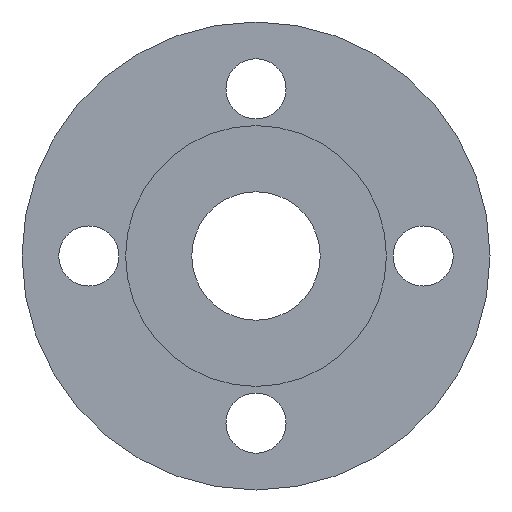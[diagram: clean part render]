
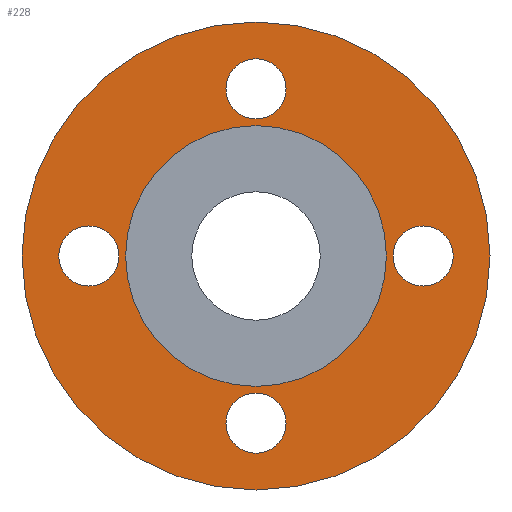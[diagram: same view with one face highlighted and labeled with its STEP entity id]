
A CAD part, front view. The second image highlights one B-rep face of the part: STEP entity #228.
In plain terms, the highlighted planar face has unit normal (0, -1, 0).
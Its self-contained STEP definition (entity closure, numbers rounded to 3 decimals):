
#11 = DIRECTION ( 'NONE',  ( 0., 0., -1. ) ) ;
#13 = EDGE_CURVE ( 'NONE', #28, #555, #590, .T. ) ;
#16 = FACE_BOUND ( 'NONE', #127, .T. ) ;
#17 = VERTEX_POINT ( 'NONE', #21 ) ;
#20 = CARTESIAN_POINT ( 'NONE',  ( 50., 2., 0. ) ) ;
#21 = CARTESIAN_POINT ( 'NONE',  ( 0., 2., 70. ) ) ;
#28 = VERTEX_POINT ( 'NONE', #814 ) ;
#32 = DIRECTION ( 'NONE',  ( 0., 0., -1. ) ) ;
#36 = DIRECTION ( 'NONE',  ( 0., 0., 1. ) ) ;
#37 = EDGE_LOOP ( 'NONE', ( #275, #240 ) ) ;
#40 = CARTESIAN_POINT ( 'NONE',  ( 41., 2., 0. ) ) ;
#41 = AXIS2_PLACEMENT_3D ( 'NONE', #800, #212, #733 ) ;
#43 = ORIENTED_EDGE ( 'NONE', *, *, #730, .F. ) ;
#57 = AXIS2_PLACEMENT_3D ( 'NONE', #225, #493, #574 ) ;
#59 = FACE_BOUND ( 'NONE', #491, .T. ) ;
#60 = AXIS2_PLACEMENT_3D ( 'NONE', #350, #94, #278 ) ;
#64 = VERTEX_POINT ( 'NONE', #826 ) ;
#74 = EDGE_CURVE ( 'NONE', #780, #792, #320, .T. ) ;
#78 = FACE_OUTER_BOUND ( 'NONE', #37, .T. ) ;
#90 = AXIS2_PLACEMENT_3D ( 'NONE', #210, #708, #32 ) ;
#94 = DIRECTION ( 'NONE',  ( 0., -1., 0. ) ) ;
#97 = ORIENTED_EDGE ( 'NONE', *, *, #74, .F. ) ;
#101 = VERTEX_POINT ( 'NONE', #308 ) ;
#117 = DIRECTION ( 'NONE',  ( 0., -1., 0. ) ) ;
#122 = CIRCLE ( 'NONE', #613, 70. ) ;
#127 = EDGE_LOOP ( 'NONE', ( #445, #97 ) ) ;
#138 = AXIS2_PLACEMENT_3D ( 'NONE', #151, #571, #767 ) ;
#145 = CARTESIAN_POINT ( 'NONE',  ( 0., 2., 0. ) ) ;
#151 = CARTESIAN_POINT ( 'NONE',  ( 0., 2., 0. ) ) ;
#195 = CARTESIAN_POINT ( 'NONE',  ( 0., 2., 59. ) ) ;
#198 = CARTESIAN_POINT ( 'NONE',  ( 0., 2., 39. ) ) ;
#210 = CARTESIAN_POINT ( 'NONE',  ( 0., 2., -50. ) ) ;
#212 = DIRECTION ( 'NONE',  ( 0., -1., 0. ) ) ;
#225 = CARTESIAN_POINT ( 'NONE',  ( 0., 2., 0. ) ) ;
#228 = ADVANCED_FACE ( 'NONE', ( #384, #312, #59, #16, #533, #78 ), #470, .T. ) ;
#232 = CIRCLE ( 'NONE', #341, 9. ) ;
#240 = ORIENTED_EDGE ( 'NONE', *, *, #763, .F. ) ;
#246 = CIRCLE ( 'NONE', #138, 39. ) ;
#263 = CARTESIAN_POINT ( 'NONE',  ( 0., 2., 41. ) ) ;
#267 = CARTESIAN_POINT ( 'NONE',  ( 0., 2., -50. ) ) ;
#275 = ORIENTED_EDGE ( 'NONE', *, *, #846, .F. ) ;
#276 = DIRECTION ( 'NONE',  ( 0., -1., 0. ) ) ;
#278 = DIRECTION ( 'NONE',  ( -1., 0., 0. ) ) ;
#295 = AXIS2_PLACEMENT_3D ( 'NONE', #566, #366, #36 ) ;
#300 = AXIS2_PLACEMENT_3D ( 'NONE', #145, #688, #766 ) ;
#301 = VERTEX_POINT ( 'NONE', #263 ) ;
#304 = CIRCLE ( 'NONE', #41, 9. ) ;
#306 = EDGE_LOOP ( 'NONE', ( #483, #397 ) ) ;
#308 = CARTESIAN_POINT ( 'NONE',  ( 0., 2., -70. ) ) ;
#312 = FACE_BOUND ( 'NONE', #306, .T. ) ;
#320 = CIRCLE ( 'NONE', #90, 9. ) ;
#327 = CIRCLE ( 'NONE', #300, 70. ) ;
#329 = EDGE_CURVE ( 'NONE', #520, #726, #818, .T. ) ;
#341 = AXIS2_PLACEMENT_3D ( 'NONE', #795, #276, #599 ) ;
#348 = CARTESIAN_POINT ( 'NONE',  ( 0., 2., -59. ) ) ;
#350 = CARTESIAN_POINT ( 'NONE',  ( -50., 2., 0. ) ) ;
#364 = ORIENTED_EDGE ( 'NONE', *, *, #386, .T. ) ;
#366 = DIRECTION ( 'NONE',  ( 0., -1., 0. ) ) ;
#375 = CIRCLE ( 'NONE', #295, 9. ) ;
#384 = FACE_BOUND ( 'NONE', #651, .T. ) ;
#386 = EDGE_CURVE ( 'NONE', #749, #64, #246, .T. ) ;
#388 = CARTESIAN_POINT ( 'NONE',  ( -59., 2., 0. ) ) ;
#391 = ORIENTED_EDGE ( 'NONE', *, *, #13, .F. ) ;
#397 = ORIENTED_EDGE ( 'NONE', *, *, #503, .F. ) ;
#445 = ORIENTED_EDGE ( 'NONE', *, *, #845, .F. ) ;
#449 = AXIS2_PLACEMENT_3D ( 'NONE', #714, #117, #790 ) ;
#470 = PLANE ( 'NONE',  #661 ) ;
#473 = CARTESIAN_POINT ( 'NONE',  ( 0., 2., 39. ) ) ;
#475 = CARTESIAN_POINT ( 'NONE',  ( 0., 2., -41. ) ) ;
#478 = EDGE_LOOP ( 'NONE', ( #364, #854 ) ) ;
#483 = ORIENTED_EDGE ( 'NONE', *, *, #837, .F. ) ;
#486 = EDGE_CURVE ( 'NONE', #64, #749, #809, .T. ) ;
#491 = EDGE_LOOP ( 'NONE', ( #616, #43 ) ) ;
#493 = DIRECTION ( 'NONE',  ( 0., 1., 0. ) ) ;
#503 = EDGE_CURVE ( 'NONE', #754, #301, #375, .T. ) ;
#520 = VERTEX_POINT ( 'NONE', #40 ) ;
#533 = FACE_BOUND ( 'NONE', #478, .T. ) ;
#548 = CARTESIAN_POINT ( 'NONE',  ( 0., 2., 0. ) ) ;
#552 = EDGE_CURVE ( 'NONE', #555, #28, #756, .T. ) ;
#555 = VERTEX_POINT ( 'NONE', #388 ) ;
#566 = CARTESIAN_POINT ( 'NONE',  ( 0., 2., 50. ) ) ;
#571 = DIRECTION ( 'NONE',  ( 0., 1., 0. ) ) ;
#574 = DIRECTION ( 'NONE',  ( 0., 0., 1. ) ) ;
#590 = CIRCLE ( 'NONE', #60, 9. ) ;
#597 = CIRCLE ( 'NONE', #675, 9. ) ;
#599 = DIRECTION ( 'NONE',  ( 0., 0., 1. ) ) ;
#602 = DIRECTION ( 'NONE',  ( 0., 0., 1. ) ) ;
#613 = AXIS2_PLACEMENT_3D ( 'NONE', #548, #665, #602 ) ;
#616 = ORIENTED_EDGE ( 'NONE', *, *, #329, .F. ) ;
#651 = EDGE_LOOP ( 'NONE', ( #391, #842 ) ) ;
#661 = AXIS2_PLACEMENT_3D ( 'NONE', #473, #679, #11 ) ;
#665 = DIRECTION ( 'NONE',  ( 0., 1., 0. ) ) ;
#674 = DIRECTION ( 'NONE',  ( 1., 0., 0. ) ) ;
#675 = AXIS2_PLACEMENT_3D ( 'NONE', #267, #812, #744 ) ;
#679 = DIRECTION ( 'NONE',  ( 0., -1., 0. ) ) ;
#688 = DIRECTION ( 'NONE',  ( 0., 1., 0. ) ) ;
#703 = AXIS2_PLACEMENT_3D ( 'NONE', #20, #737, #674 ) ;
#708 = DIRECTION ( 'NONE',  ( 0., -1., 0. ) ) ;
#714 = CARTESIAN_POINT ( 'NONE',  ( -50., 2., 0. ) ) ;
#726 = VERTEX_POINT ( 'NONE', #858 ) ;
#730 = EDGE_CURVE ( 'NONE', #726, #520, #304, .T. ) ;
#733 = DIRECTION ( 'NONE',  ( 1., 0., 0. ) ) ;
#737 = DIRECTION ( 'NONE',  ( 0., -1., 0. ) ) ;
#744 = DIRECTION ( 'NONE',  ( 0., 0., -1. ) ) ;
#749 = VERTEX_POINT ( 'NONE', #198 ) ;
#754 = VERTEX_POINT ( 'NONE', #195 ) ;
#756 = CIRCLE ( 'NONE', #449, 9. ) ;
#763 = EDGE_CURVE ( 'NONE', #101, #17, #122, .T. ) ;
#766 = DIRECTION ( 'NONE',  ( 0., 0., 1. ) ) ;
#767 = DIRECTION ( 'NONE',  ( 0., 0., 1. ) ) ;
#780 = VERTEX_POINT ( 'NONE', #348 ) ;
#790 = DIRECTION ( 'NONE',  ( -1., 0., 0. ) ) ;
#792 = VERTEX_POINT ( 'NONE', #475 ) ;
#795 = CARTESIAN_POINT ( 'NONE',  ( 0., 2., 50. ) ) ;
#800 = CARTESIAN_POINT ( 'NONE',  ( 50., 2., 0. ) ) ;
#809 = CIRCLE ( 'NONE', #57, 39. ) ;
#812 = DIRECTION ( 'NONE',  ( 0., -1., 0. ) ) ;
#814 = CARTESIAN_POINT ( 'NONE',  ( -41., 2., 0. ) ) ;
#818 = CIRCLE ( 'NONE', #703, 9. ) ;
#826 = CARTESIAN_POINT ( 'NONE',  ( 0., 2., -39. ) ) ;
#837 = EDGE_CURVE ( 'NONE', #301, #754, #232, .T. ) ;
#842 = ORIENTED_EDGE ( 'NONE', *, *, #552, .F. ) ;
#845 = EDGE_CURVE ( 'NONE', #792, #780, #597, .T. ) ;
#846 = EDGE_CURVE ( 'NONE', #17, #101, #327, .T. ) ;
#854 = ORIENTED_EDGE ( 'NONE', *, *, #486, .T. ) ;
#858 = CARTESIAN_POINT ( 'NONE',  ( 59., 2., 0. ) ) ;
